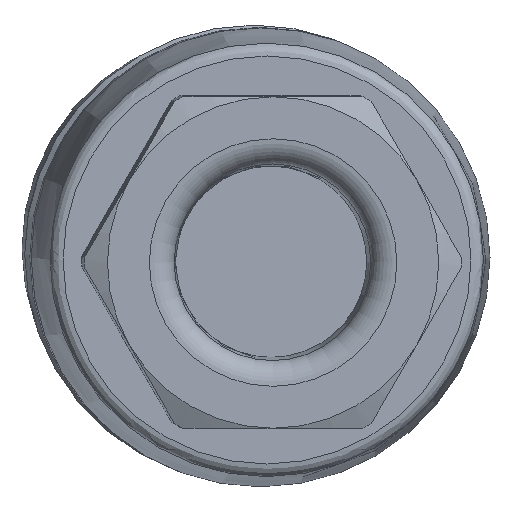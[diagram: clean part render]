
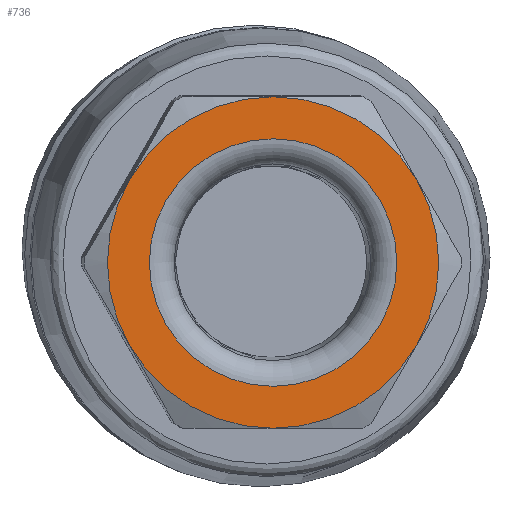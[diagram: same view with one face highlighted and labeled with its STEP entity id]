
A CAD part, front view. The second image highlights one B-rep face of the part: STEP entity #736.
In plain terms, the highlighted planar face has unit normal (0.025, -1, -0.011).
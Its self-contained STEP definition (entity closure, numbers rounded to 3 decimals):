
#736=ADVANCED_FACE('',(#962,#963),#876,.F.);
#876=PLANE('',#2447);
#962=FACE_BOUND('',#1144,.T.);
#963=FACE_BOUND('',#1145,.T.);
#1144=EDGE_LOOP('',(#1417));
#1145=EDGE_LOOP('',(#1418,#1419,#1420,#1421,#1422,#1423));
#1417=ORIENTED_EDGE('',*,*,#2040,.T.);
#1418=ORIENTED_EDGE('',*,*,#2041,.F.);
#1419=ORIENTED_EDGE('',*,*,#2042,.F.);
#1420=ORIENTED_EDGE('',*,*,#2043,.F.);
#1421=ORIENTED_EDGE('',*,*,#2044,.F.);
#1422=ORIENTED_EDGE('',*,*,#2045,.F.);
#1423=ORIENTED_EDGE('',*,*,#2046,.F.);
#1854=VERTEX_POINT('',#3447);
#1855=VERTEX_POINT('',#3449);
#1856=VERTEX_POINT('',#3450);
#1857=VERTEX_POINT('',#3452);
#1858=VERTEX_POINT('',#3454);
#1859=VERTEX_POINT('',#3456);
#1860=VERTEX_POINT('',#3458);
#2040=EDGE_CURVE('',#1854,#1854,#2265,.T.);
#2041=EDGE_CURVE('',#1855,#1856,#2266,.T.);
#2042=EDGE_CURVE('',#1857,#1855,#2267,.T.);
#2043=EDGE_CURVE('',#1858,#1857,#2268,.T.);
#2044=EDGE_CURVE('',#1859,#1858,#2269,.T.);
#2045=EDGE_CURVE('',#1860,#1859,#2270,.T.);
#2046=EDGE_CURVE('',#1856,#1860,#2271,.T.);
#2265=CIRCLE('',#2440,4.854);
#2266=CIRCLE('',#2441,6.5);
#2267=CIRCLE('',#2442,6.5);
#2268=CIRCLE('',#2443,6.5);
#2269=CIRCLE('',#2444,6.5);
#2270=CIRCLE('',#2445,6.5);
#2271=CIRCLE('',#2446,6.5);
#2440=AXIS2_PLACEMENT_3D('',#3446,#2780,#2781);
#2441=AXIS2_PLACEMENT_3D('',#3448,#2782,#2783);
#2442=AXIS2_PLACEMENT_3D('',#3451,#2784,#2785);
#2443=AXIS2_PLACEMENT_3D('',#3453,#2786,#2787);
#2444=AXIS2_PLACEMENT_3D('',#3455,#2788,#2789);
#2445=AXIS2_PLACEMENT_3D('',#3457,#2790,#2791);
#2446=AXIS2_PLACEMENT_3D('',#3459,#2792,#2793);
#2447=AXIS2_PLACEMENT_3D('',#3460,#2794,#2795);
#2780=DIRECTION('',(-0.025,1.,0.01));
#2781=DIRECTION('',(1.,0.025,0.));
#2782=DIRECTION('',(-0.025,1.,0.01));
#2783=DIRECTION('',(0.,-0.01,1.));
#2784=DIRECTION('',(-0.025,1.,0.01));
#2785=DIRECTION('',(0.,-0.01,1.));
#2786=DIRECTION('',(-0.025,1.,0.01));
#2787=DIRECTION('',(0.,-0.01,1.));
#2788=DIRECTION('',(-0.025,1.,0.01));
#2789=DIRECTION('',(0.,-0.01,1.));
#2790=DIRECTION('',(-0.025,1.,0.01));
#2791=DIRECTION('',(0.,-0.01,1.));
#2792=DIRECTION('',(-0.025,1.,0.01));
#2793=DIRECTION('',(0.,-0.01,1.));
#2794=DIRECTION('',(-0.025,1.,0.01));
#2795=DIRECTION('',(1.,0.025,0.));
#3446=CARTESIAN_POINT('',(24.109,-73.413,-0.875));
#3447=CARTESIAN_POINT('',(28.961,-73.29,-0.875));
#3448=CARTESIAN_POINT('',(24.109,-73.413,-0.875));
#3449=CARTESIAN_POINT('',(29.736,-73.305,2.376));
#3450=CARTESIAN_POINT('',(29.735,-73.237,-4.125));
#3451=CARTESIAN_POINT('',(24.109,-73.413,-0.875));
#3452=CARTESIAN_POINT('',(24.109,-73.481,5.624));
#3453=CARTESIAN_POINT('',(24.109,-73.413,-0.875));
#3454=CARTESIAN_POINT('',(18.482,-73.589,2.374));
#3455=CARTESIAN_POINT('',(24.109,-73.413,-0.875));
#3456=CARTESIAN_POINT('',(18.481,-73.521,-4.126));
#3457=CARTESIAN_POINT('',(24.109,-73.413,-0.875));
#3458=CARTESIAN_POINT('',(24.107,-73.345,-7.375));
#3459=CARTESIAN_POINT('',(24.109,-73.413,-0.875));
#3460=CARTESIAN_POINT('',(12.855,-73.766,5.622));
